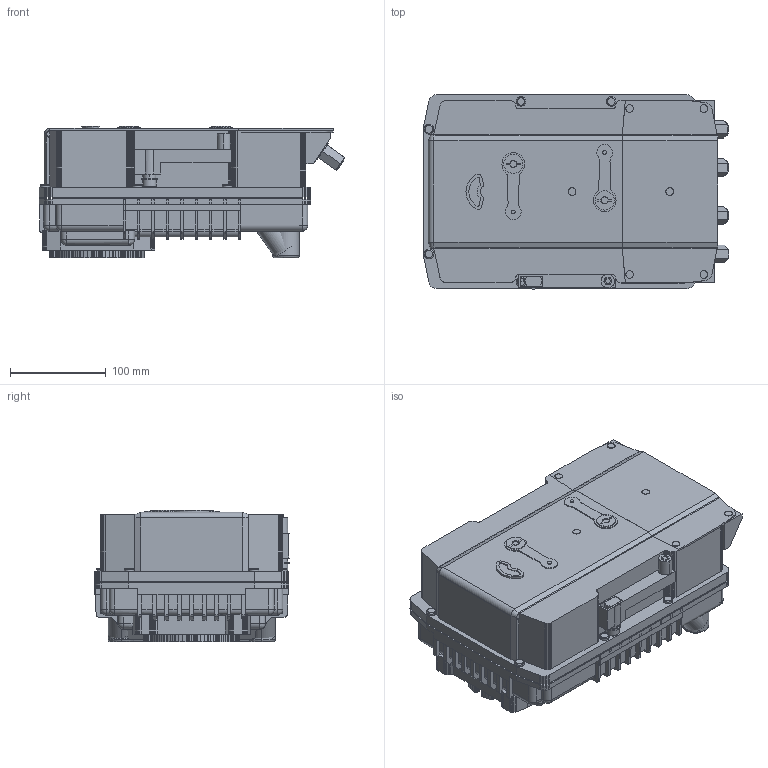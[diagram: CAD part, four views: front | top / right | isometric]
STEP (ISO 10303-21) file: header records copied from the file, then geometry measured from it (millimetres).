
FILE_DESCRIPTION(('CATIA V5 STEP Exchange','CAx-IF Rec.Pracs.--- Model Styling and Organization---1.4--- 2014-01-23','CAx-IF Rec.Pracs.---3D Tessellated Data Validation Properties---0.5---2014-09-14'),'2;1');
FILE_NAME('STEP_639942_-_TST.stp','2021-02-22T16:53:21+00:00',('none'),('none'),'CATIA Version 5-6 Release 2019 SP3','CATIA V5 STEP AP242 v1','none');
FILE_SCHEMA(('AP242_MANAGED_MODEL_BASED_3D_ENGINEERING_MIM_LF {1 0 10303 442 1 1 4}'));
Products named in the file (1): 639942 - TST
Bounding box: 318.66 x 202.75 x 137.2 mm (x, y, z)
Volume: 6150412.9 mm3; surface area: 640157.1 mm2
Topology: 7 solids, 7 shells, 2758 faces, 8090 edges, 5309 vertices
Faces by surface type: plane 2481, cylinder 206, sphere 31, torus 26, cone 14
Entity records: 88296 total; most frequent: CARTESIAN_POINT 17719, ORIENTED_EDGE 16100, DIRECTION 12301, EDGE_CURVE 8050, VECTOR 7271, LINE 7271, VERTEX_POINT 5309, EDGE_LOOP 2831
